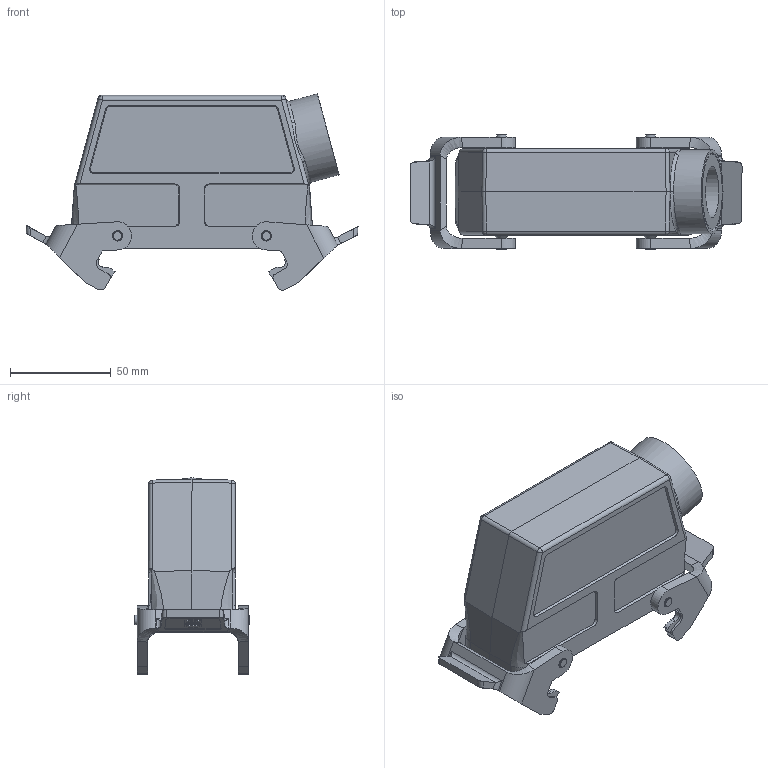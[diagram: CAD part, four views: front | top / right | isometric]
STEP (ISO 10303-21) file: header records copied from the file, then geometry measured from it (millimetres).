
FILE_DESCRIPTION((''),'2;1');
FILE_NAME('05300240566.stp','2020-07-13T16:07:14',('e.eickhoff'),(''),'Autodesk Inventor 2012','Autodesk Inventor 2012','');
FILE_SCHEMA(('AUTOMOTIVE_DESIGN { 1 0 10303 214 1 1 1 1 }'));
Length unit declared in the file: millimetre
Products named in the file (4): 05300240566; 05300240566 bügel; M25-PG29 Adapter
Assembly tree (4 placements, depth 2):
  05300240566
    05300240566
    05300240566 bügel  x2
    M25-PG29 Adapter
Bounding box: 164.96 x 57.2 x 97.55 mm (x, y, z)
Volume: 119807.2 mm3; surface area: 72211.1 mm2
Topology: 4 solids, 4 shells, 677 faces, 1738 edges, 1129 vertices
Faces by surface type: plane 447, cylinder 128, bspline 56, cone 41, sphere 5
Full cylindrical faces by diameter (mm): 0.537 x2, 0.788 x2, 3 x4, 5.13 x4, 25.5 x1, 32 x1, 37 x1, 37.5 x1, 41.65 x1
Entity records: 18118 total; most frequent: CARTESIAN_POINT 5894, ORIENTED_EDGE 2458, DIRECTION 2344, EDGE_CURVE 1229, VECTOR 856, LINE 856, VERTEX_POINT 810, AXIS2_PLACEMENT_3D 744
